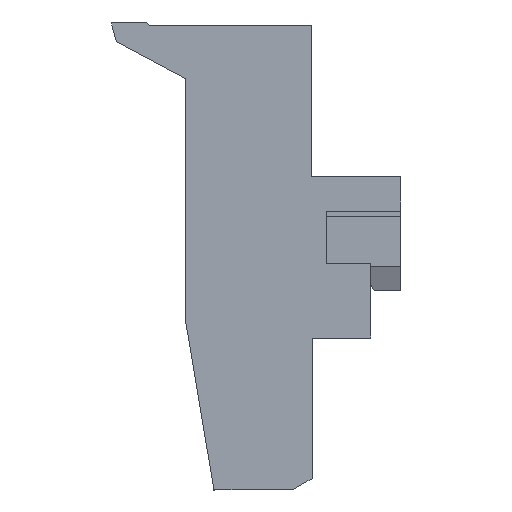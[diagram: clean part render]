
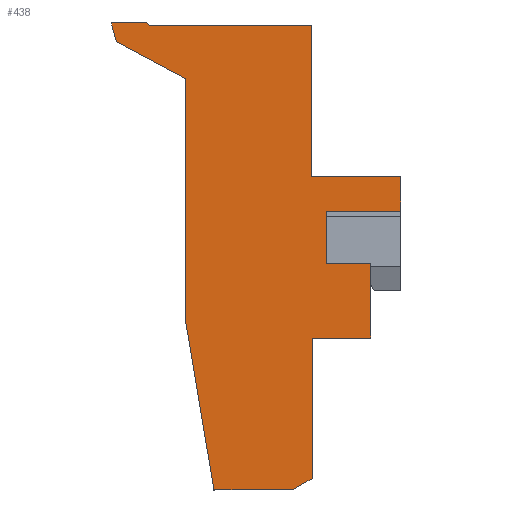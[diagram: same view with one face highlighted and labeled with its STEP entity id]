
A CAD part, left-side view. The second image highlights one B-rep face of the part: STEP entity #438.
In plain terms, the highlighted planar face has unit normal (-1, 0, 0).
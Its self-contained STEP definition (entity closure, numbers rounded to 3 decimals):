
#306=AXIS2_PLACEMENT_3D('Plane Axis2P3D',#303,#304,#305) ;
#42=CARTESIAN_POINT('Vertex',(0.,10.675,8.332)) ;
#45=CARTESIAN_POINT('Line Origine',(0.,10.675,14.383)) ;
#49=CARTESIAN_POINT('Vertex',(0.,10.675,20.433)) ;
#276=CARTESIAN_POINT('Line Origine',(0.,9.978,4.166)) ;
#280=CARTESIAN_POINT('Vertex',(0.,9.281,0.)) ;
#303=CARTESIAN_POINT('Axis2P3D Location',(0.,4.505,23.098)) ;
#308=CARTESIAN_POINT('Line Origine',(0.,1.5,9.399)) ;
#312=CARTESIAN_POINT('Vertex',(0.,1.5,11.248)) ;
#314=CARTESIAN_POINT('Vertex',(0.,1.5,7.55)) ;
#317=CARTESIAN_POINT('Line Origine',(0.,2.6,11.248)) ;
#321=CARTESIAN_POINT('Vertex',(0.,3.7,11.248)) ;
#324=CARTESIAN_POINT('Line Origine',(0.,3.7,12.548)) ;
#328=CARTESIAN_POINT('Vertex',(0.,3.7,13.848)) ;
#331=CARTESIAN_POINT('Line Origine',(0.,1.85,13.848)) ;
#335=CARTESIAN_POINT('Vertex',(0.,0.,13.848)) ;
#338=CARTESIAN_POINT('Line Origine',(0.,0.,14.713)) ;
#342=CARTESIAN_POINT('Vertex',(0.,0.,15.577)) ;
#345=CARTESIAN_POINT('Line Origine',(0.,2.216,15.577)) ;
#349=CARTESIAN_POINT('Vertex',(0.,4.433,15.577)) ;
#352=CARTESIAN_POINT('Line Origine',(0.,4.433,19.338)) ;
#356=CARTESIAN_POINT('Vertex',(0.,4.433,23.098)) ;
#359=CARTESIAN_POINT('Line Origine',(0.,8.467,23.098)) ;
#363=CARTESIAN_POINT('Vertex',(0.,12.502,23.098)) ;
#366=CARTESIAN_POINT('Line Origine',(0.,12.554,23.172)) ;
#370=CARTESIAN_POINT('Vertex',(0.,12.605,23.247)) ;
#373=CARTESIAN_POINT('Line Origine',(0.,13.491,23.224)) ;
#377=CARTESIAN_POINT('Vertex',(0.,14.378,23.201)) ;
#380=CARTESIAN_POINT('Line Origine',(0.,14.253,22.735)) ;
#384=CARTESIAN_POINT('Vertex',(0.,14.128,22.269)) ;
#387=CARTESIAN_POINT('Line Origine',(0.,12.401,21.351)) ;
#392=CARTESIAN_POINT('Line Origine',(0.,7.331,0.)) ;
#396=CARTESIAN_POINT('Vertex',(0.,5.381,0.)) ;
#399=CARTESIAN_POINT('Line Origine',(0.,4.891,0.283)) ;
#403=CARTESIAN_POINT('Vertex',(0.,4.4,0.566)) ;
#406=CARTESIAN_POINT('Line Origine',(0.,4.4,4.058)) ;
#410=CARTESIAN_POINT('Vertex',(0.,4.4,7.55)) ;
#413=CARTESIAN_POINT('Line Origine',(0.,2.95,7.55)) ;
#46=DIRECTION('Vector Direction',(0.,0.,-1.)) ;
#277=DIRECTION('Vector Direction',(0.,-0.165,-0.986)) ;
#304=DIRECTION('Axis2P3D Direction',(-1.,0.,0.)) ;
#305=DIRECTION('Axis2P3D XDirection',(0.,1.,0.)) ;
#309=DIRECTION('Vector Direction',(0.,0.,-1.)) ;
#318=DIRECTION('Vector Direction',(0.,1.,0.)) ;
#325=DIRECTION('Vector Direction',(0.,0.,1.)) ;
#332=DIRECTION('Vector Direction',(0.,1.,0.)) ;
#339=DIRECTION('Vector Direction',(0.,0.,1.)) ;
#346=DIRECTION('Vector Direction',(0.,1.,0.)) ;
#353=DIRECTION('Vector Direction',(0.,0.,-1.)) ;
#360=DIRECTION('Vector Direction',(0.,1.,0.)) ;
#367=DIRECTION('Vector Direction',(0.,-0.569,-0.822)) ;
#374=DIRECTION('Vector Direction',(0.,-1.,0.026)) ;
#381=DIRECTION('Vector Direction',(0.,0.259,0.966)) ;
#388=DIRECTION('Vector Direction',(0.,0.883,0.469)) ;
#393=DIRECTION('Vector Direction',(0.,-1.,0.)) ;
#400=DIRECTION('Vector Direction',(0.,-0.866,0.5)) ;
#407=DIRECTION('Vector Direction',(0.,0.,1.)) ;
#414=DIRECTION('Vector Direction',(0.,-1.,0.)) ;
#47=VECTOR('Line Direction',#46,1.) ;
#278=VECTOR('Line Direction',#277,1.) ;
#310=VECTOR('Line Direction',#309,1.) ;
#319=VECTOR('Line Direction',#318,1.) ;
#326=VECTOR('Line Direction',#325,1.) ;
#333=VECTOR('Line Direction',#332,1.) ;
#340=VECTOR('Line Direction',#339,1.) ;
#347=VECTOR('Line Direction',#346,1.) ;
#354=VECTOR('Line Direction',#353,1.) ;
#361=VECTOR('Line Direction',#360,1.) ;
#368=VECTOR('Line Direction',#367,1.) ;
#375=VECTOR('Line Direction',#374,1.) ;
#382=VECTOR('Line Direction',#381,1.) ;
#389=VECTOR('Line Direction',#388,1.) ;
#394=VECTOR('Line Direction',#393,1.) ;
#401=VECTOR('Line Direction',#400,1.) ;
#408=VECTOR('Line Direction',#407,1.) ;
#415=VECTOR('Line Direction',#414,1.) ;
#419=ORIENTED_EDGE('',*,*,#316,.F.) ;
#420=ORIENTED_EDGE('',*,*,#323,.T.) ;
#421=ORIENTED_EDGE('',*,*,#330,.T.) ;
#422=ORIENTED_EDGE('',*,*,#337,.F.) ;
#423=ORIENTED_EDGE('',*,*,#344,.F.) ;
#424=ORIENTED_EDGE('',*,*,#351,.F.) ;
#425=ORIENTED_EDGE('',*,*,#358,.T.) ;
#426=ORIENTED_EDGE('',*,*,#365,.T.) ;
#427=ORIENTED_EDGE('',*,*,#372,.F.) ;
#428=ORIENTED_EDGE('',*,*,#379,.F.) ;
#429=ORIENTED_EDGE('',*,*,#386,.F.) ;
#430=ORIENTED_EDGE('',*,*,#391,.F.) ;
#431=ORIENTED_EDGE('',*,*,#51,.T.) ;
#432=ORIENTED_EDGE('',*,*,#282,.T.) ;
#433=ORIENTED_EDGE('',*,*,#398,.T.) ;
#434=ORIENTED_EDGE('',*,*,#405,.T.) ;
#435=ORIENTED_EDGE('',*,*,#412,.T.) ;
#436=ORIENTED_EDGE('',*,*,#417,.T.) ;
#438=ADVANCED_FACE('STIFTLEISTE',(#437),#307,.T.) ;
#51=EDGE_CURVE('',#50,#43,#48,.T.) ;
#282=EDGE_CURVE('',#43,#281,#279,.T.) ;
#316=EDGE_CURVE('',#313,#315,#311,.T.) ;
#323=EDGE_CURVE('',#313,#322,#320,.T.) ;
#330=EDGE_CURVE('',#322,#329,#327,.T.) ;
#337=EDGE_CURVE('',#336,#329,#334,.T.) ;
#344=EDGE_CURVE('',#343,#336,#341,.F.) ;
#351=EDGE_CURVE('',#350,#343,#348,.F.) ;
#358=EDGE_CURVE('',#350,#357,#355,.F.) ;
#365=EDGE_CURVE('',#357,#364,#362,.T.) ;
#372=EDGE_CURVE('',#371,#364,#369,.T.) ;
#379=EDGE_CURVE('',#378,#371,#376,.T.) ;
#386=EDGE_CURVE('',#385,#378,#383,.T.) ;
#391=EDGE_CURVE('',#50,#385,#390,.T.) ;
#398=EDGE_CURVE('',#281,#397,#395,.T.) ;
#405=EDGE_CURVE('',#397,#404,#402,.T.) ;
#412=EDGE_CURVE('',#404,#411,#409,.T.) ;
#417=EDGE_CURVE('',#411,#315,#416,.T.) ;
#418=EDGE_LOOP('',(#419,#420,#421,#422,#423,#424,#425,#426,#427,#428,#429,#430,#431,#432,#433,#434,#435,#436)) ;
#437=FACE_OUTER_BOUND('',#418,.T.) ;
#48=LINE('Line',#45,#47) ;
#279=LINE('Line',#276,#278) ;
#311=LINE('Line',#308,#310) ;
#320=LINE('Line',#317,#319) ;
#327=LINE('Line',#324,#326) ;
#334=LINE('Line',#331,#333) ;
#341=LINE('Line',#338,#340) ;
#348=LINE('Line',#345,#347) ;
#355=LINE('Line',#352,#354) ;
#362=LINE('Line',#359,#361) ;
#369=LINE('Line',#366,#368) ;
#376=LINE('Line',#373,#375) ;
#383=LINE('Line',#380,#382) ;
#390=LINE('Line',#387,#389) ;
#395=LINE('Line',#392,#394) ;
#402=LINE('Line',#399,#401) ;
#409=LINE('Line',#406,#408) ;
#416=LINE('Line',#413,#415) ;
#307=PLANE('',#306) ;
#43=VERTEX_POINT('',#42) ;
#50=VERTEX_POINT('',#49) ;
#281=VERTEX_POINT('',#280) ;
#313=VERTEX_POINT('',#312) ;
#315=VERTEX_POINT('',#314) ;
#322=VERTEX_POINT('',#321) ;
#329=VERTEX_POINT('',#328) ;
#336=VERTEX_POINT('',#335) ;
#343=VERTEX_POINT('',#342) ;
#350=VERTEX_POINT('',#349) ;
#357=VERTEX_POINT('',#356) ;
#364=VERTEX_POINT('',#363) ;
#371=VERTEX_POINT('',#370) ;
#378=VERTEX_POINT('',#377) ;
#385=VERTEX_POINT('',#384) ;
#397=VERTEX_POINT('',#396) ;
#404=VERTEX_POINT('',#403) ;
#411=VERTEX_POINT('',#410) ;
